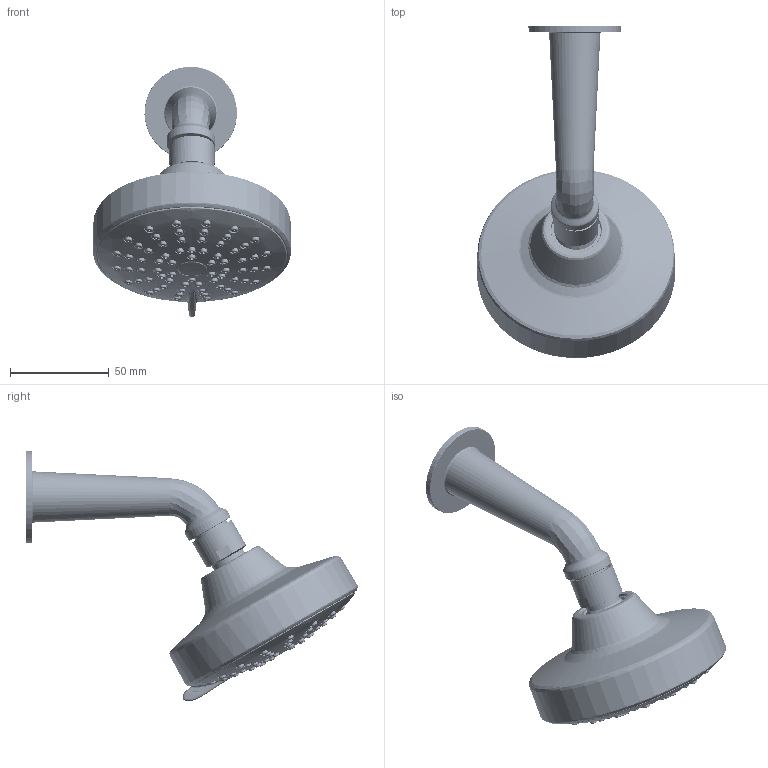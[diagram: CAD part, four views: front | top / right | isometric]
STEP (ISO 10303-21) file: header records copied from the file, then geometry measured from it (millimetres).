
FILE_DESCRIPTION(/* description */ (''),/* implementation_level */ '2;1');
FILE_NAME(/* name */ 'STEP - Posh Solus MK3 Wall Shower Rose 3 Function Chrome (4 Star)',/* time_stamp */ '2025-05-27T16:59:49+10:00',/* author */ (''),/* organization */ (''),/* preprocessor_version */ 'ST-DEVELOPER v16.5',/* originating_system */ 'Rhino 7.37',/* authorisation */ '');
FILE_SCHEMA (('AUTOMOTIVE_DESIGN'));
Products named in the file (1): Document
Bounding box: 100.73 x 168.37 x 127.19 mm (x, y, z)
Volume: 73679.7 mm3; surface area: 93220.6 mm2
Topology: 7 solids, 9 shells, 2610 faces, 6380 edges, 3964 vertices
Faces by surface type: bspline 2001, plane 335, cylinder 274
Full cylindrical faces by diameter (mm): 13.43 x1, 18.444 x1
Entity records: 223377 total; most frequent: CARTESIAN_POINT 185468, ORIENTED_EDGE 12578, EDGE_CURVE 6370, VERTEX_POINT 3964, B_SPLINE_CURVE_WITH_KNOTS 3901, EDGE_LOOP 3124, ADVANCED_FACE 2609, FACE_OUTER_BOUND 2609
